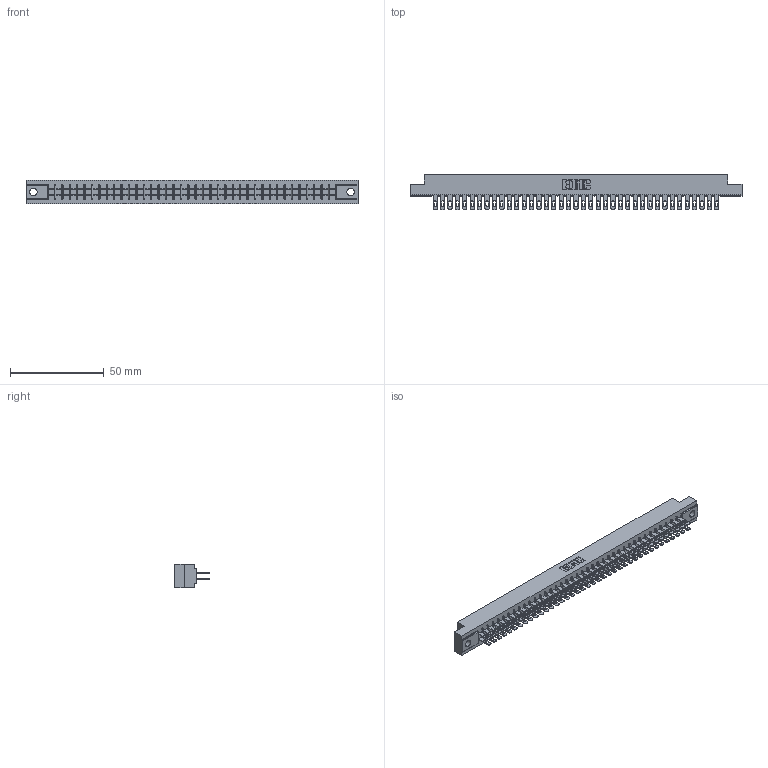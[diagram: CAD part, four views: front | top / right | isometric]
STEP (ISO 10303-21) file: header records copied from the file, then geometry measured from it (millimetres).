
FILE_DESCRIPTION (( 'STEP AP203' ), '1' );
FILE_NAME ('355-078-500-204.STEP', '2019-09-13T13:39:05', ( '' ), ( '' ), 'SwSTEP 2.0', 'SolidWorks 2016', '' );
FILE_SCHEMA (( 'CONFIG_CONTROL_DESIGN' ));
Length unit declared in the file: inch
Products named in the file (3): 355-078-500-204; 305-290-001_500; 305 Part_.156 Dia
Assembly tree (79 placements, depth 2):
  355-078-500-204
    305 Part_.156 Dia
    305-290-001_500  x78
Bounding box: 177.55 x 18.85 x 12.7 mm (x, y, z)
Volume: 18633.1 mm3; surface area: 25015.3 mm2
Topology: 79 solids, 79 shells, 4030 faces, 11545 edges, 7486 vertices
Faces by surface type: plane 2266, cylinder 1608, sphere 156
Entity records: 43032 total; most frequent: CARTESIAN_POINT 7125, ORIENTED_EDGE 7070, DIRECTION 6889, EDGE_CURVE 3535, LINE 2861, VECTOR 2861, VERTEX_POINT 2250, AXIS2_PLACEMENT_3D 2014
